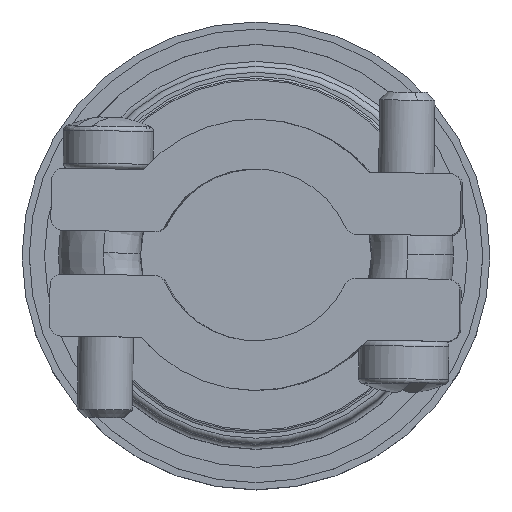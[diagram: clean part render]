
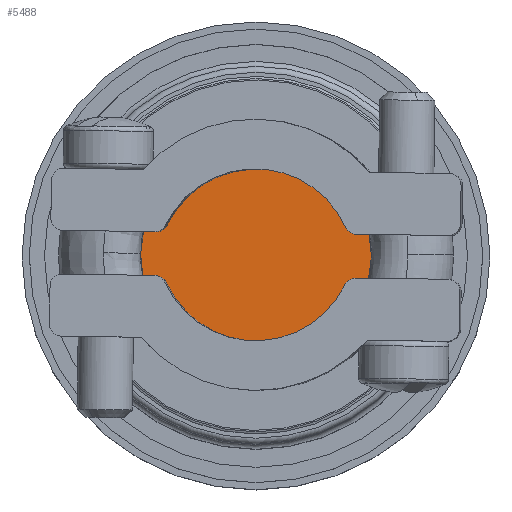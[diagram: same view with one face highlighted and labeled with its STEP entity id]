
A CAD part, top view. The second image highlights one B-rep face of the part: STEP entity #5488.
In plain terms, the highlighted planar face has unit normal (0, 0, 1).
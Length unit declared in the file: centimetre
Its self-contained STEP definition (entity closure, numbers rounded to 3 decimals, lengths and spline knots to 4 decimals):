
#1477=VERTEX_POINT('',#14921);
#1478=VERTEX_POINT('',#14922);
#1893=CIRCLE('',#15615,0.8446);
#1894=CIRCLE('',#15616,0.8446);
#2713=EDGE_CURVE('',#1477,#1478,#1893,.F.);
#2716=EDGE_CURVE('',#1478,#1477,#1894,.F.);
#4345=ORIENTED_EDGE('',*,*,#2716,.T.);
#4346=ORIENTED_EDGE('',*,*,#2713,.T.);
#4780=EDGE_LOOP('',(#4345,#4346));
#5154=FACE_BOUND('',#4780,.T.);
#5488=ADVANCED_FACE('',(#5154),#5606,.T.);
#5606=PLANE('',#15617);
#7006=DIRECTION('',(0.,0.,-1.));
#7007=DIRECTION('',(0.,0.845,0.));
#7010=DIRECTION('',(0.,0.,-1.));
#7011=DIRECTION('',(0.,0.845,0.));
#7012=DIRECTION('',(0.,0.,1.));
#14920=CARTESIAN_POINT('',(0.,0.,
3.3274));
#14921=CARTESIAN_POINT('',(0.,-0.8446,3.3274));
#14922=CARTESIAN_POINT('',(0.,0.8445,3.3274));
#14925=CARTESIAN_POINT('',(0.,0.,
3.3274));
#14926=CARTESIAN_POINT('',(0.,0.,
3.3274));
#15615=AXIS2_PLACEMENT_3D('',#14920,#7006,#7007);
#15616=AXIS2_PLACEMENT_3D('',#14925,#7010,#7011);
#15617=AXIS2_PLACEMENT_3D('',#14926,#7012,$);
